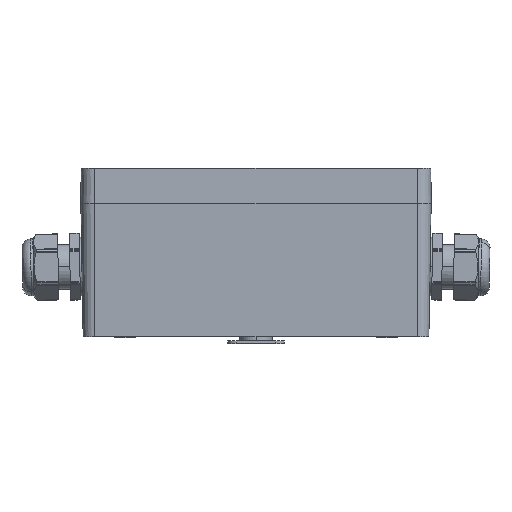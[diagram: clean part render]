
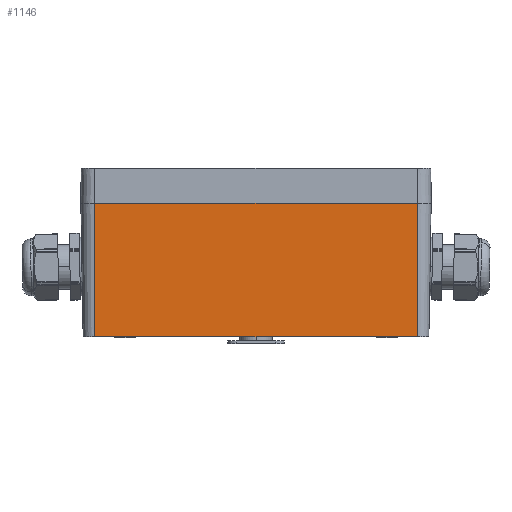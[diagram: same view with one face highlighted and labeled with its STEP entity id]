
A CAD part, left-side view. The second image highlights one B-rep face of the part: STEP entity #1146.
In plain terms, the highlighted planar face has unit normal (-1, 0, -0.018).
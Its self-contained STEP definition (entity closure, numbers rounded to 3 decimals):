
#1126=AXIS2_PLACEMENT_3D('Plane Axis2P3D',#1123,#1124,#1125) ;
#120=CARTESIAN_POINT('Vertex',(49.158,51.961,5.)) ;
#123=CARTESIAN_POINT('Line Origine',(49.158,166.961,5.)) ;
#127=CARTESIAN_POINT('Vertex',(49.158,281.961,5.)) ;
#1108=CARTESIAN_POINT('Vertex',(47.5,51.961,100.)) ;
#1111=CARTESIAN_POINT('Line Origine',(-43578.516,51.961,2499432.788)) ;
#1123=CARTESIAN_POINT('Axis2P3D Location',(47.5,166.961,100.)) ;
#1128=CARTESIAN_POINT('Line Origine',(47.5,166.961,100.)) ;
#1132=CARTESIAN_POINT('Vertex',(47.5,281.961,100.)) ;
#1135=CARTESIAN_POINT('Line Origine',(48.329,281.961,52.5)) ;
#124=DIRECTION('Vector Direction',(0.,1.,0.)) ;
#1112=DIRECTION('Vector Direction',(-0.017,0.,1.)) ;
#1124=DIRECTION('Axis2P3D Direction',(1.,0.,0.017)) ;
#1125=DIRECTION('Axis2P3D XDirection',(0.,1.,0.)) ;
#1129=DIRECTION('Vector Direction',(0.,1.,0.)) ;
#1136=DIRECTION('Vector Direction',(-0.017,0.,1.)) ;
#125=VECTOR('Line Direction',#124,1.) ;
#1113=VECTOR('Line Direction',#1112,1.) ;
#1130=VECTOR('Line Direction',#1129,1.) ;
#1137=VECTOR('Line Direction',#1136,1.) ;
#1141=ORIENTED_EDGE('',*,*,#129,.F.) ;
#1142=ORIENTED_EDGE('',*,*,#1115,.F.) ;
#1143=ORIENTED_EDGE('',*,*,#1134,.F.) ;
#1144=ORIENTED_EDGE('',*,*,#1139,.T.) ;
#1146=ADVANCED_FACE('Hauptk\X2\00F6\X0\rpervon KLIPPON_POK_252512.1',(#1145),#1127,.F.) ;
#129=EDGE_CURVE('',#121,#128,#126,.T.) ;
#1115=EDGE_CURVE('',#1109,#121,#1114,.F.) ;
#1134=EDGE_CURVE('',#1133,#1109,#1131,.F.) ;
#1139=EDGE_CURVE('',#1133,#128,#1138,.F.) ;
#1140=EDGE_LOOP('',(#1141,#1142,#1143,#1144)) ;
#1145=FACE_OUTER_BOUND('',#1140,.T.) ;
#126=LINE('Line',#123,#125) ;
#1114=LINE('Line',#1111,#1113) ;
#1131=LINE('Line',#1128,#1130) ;
#1138=LINE('Line',#1135,#1137) ;
#1127=PLANE('',#1126) ;
#121=VERTEX_POINT('',#120) ;
#128=VERTEX_POINT('',#127) ;
#1109=VERTEX_POINT('',#1108) ;
#1133=VERTEX_POINT('',#1132) ;
